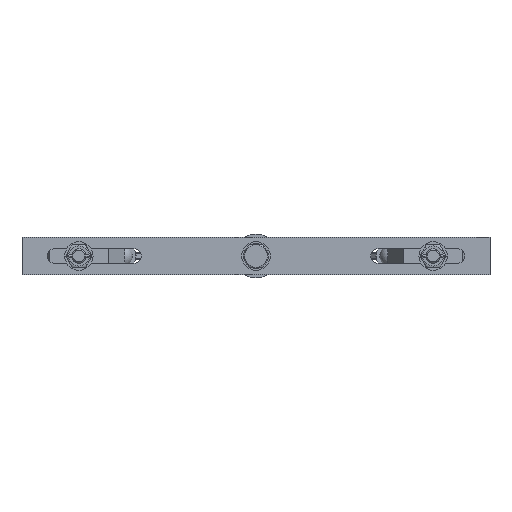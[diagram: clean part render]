
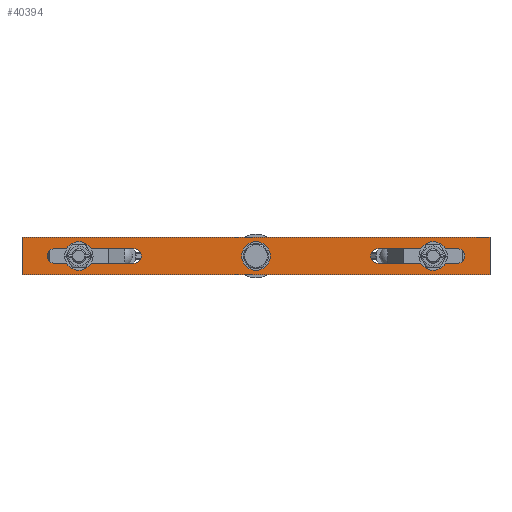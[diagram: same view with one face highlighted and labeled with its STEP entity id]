
A CAD part, front view. The second image highlights one B-rep face of the part: STEP entity #40394.
In plain terms, the highlighted planar face has unit normal (0, -1, 0).
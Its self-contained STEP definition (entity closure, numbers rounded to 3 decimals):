
#639 = EDGE_LOOP ( 'NONE', ( #47472, #84854, #61275, #1862 ) ) ;
#1093 = CARTESIAN_POINT ( 'NONE',  ( -170., -15.875, 0. ) ) ;
#1862 = ORIENTED_EDGE ( 'NONE', *, *, #119369, .T. ) ;
#3596 = CARTESIAN_POINT ( 'NONE',  ( 103., -15.875, -6.25 ) ) ;
#3734 = CARTESIAN_POINT ( 'NONE',  ( -197.5, -15.875, 15.875 ) ) ;
#3906 = EDGE_CURVE ( 'NONE', #31815, #114305, #11577, .T. ) ;
#4087 = VERTEX_POINT ( 'NONE', #82213 ) ;
#4344 = CARTESIAN_POINT ( 'NONE',  ( -170., -15.875, 6.25 ) ) ;
#6265 = PLANE ( 'NONE',  #26167 ) ;
#7426 = ORIENTED_EDGE ( 'NONE', *, *, #62384, .F. ) ;
#7454 = DIRECTION ( 'NONE',  ( 0., 1., 0. ) ) ;
#8649 = EDGE_CURVE ( 'NONE', #101502, #11298, #51627, .T. ) ;
#9649 = CARTESIAN_POINT ( 'NONE',  ( 197.5, -15.875, -15.875 ) ) ;
#9851 = VERTEX_POINT ( 'NONE', #4344 ) ;
#9864 = DIRECTION ( 'NONE',  ( 0., 1., 0. ) ) ;
#10396 = DIRECTION ( 'NONE',  ( 0., 0., 1. ) ) ;
#10920 = DIRECTION ( 'NONE',  ( 0., 0., 1. ) ) ;
#11298 = VERTEX_POINT ( 'NONE', #9649 ) ;
#11577 = CIRCLE ( 'NONE', #98298, 6.25 ) ;
#12913 = CARTESIAN_POINT ( 'NONE',  ( 0., -15.875, 0. ) ) ;
#15059 = LINE ( 'NONE', #52015, #29663 ) ;
#16059 = CARTESIAN_POINT ( 'NONE',  ( 103., -15.875, 0. ) ) ;
#19270 = CARTESIAN_POINT ( 'NONE',  ( 197.5, -15.875, -15.875 ) ) ;
#20096 = AXIS2_PLACEMENT_3D ( 'NONE', #84595, #29091, #93907 ) ;
#20610 = CARTESIAN_POINT ( 'NONE',  ( 0., -15.875, 6.25 ) ) ;
#21072 = FACE_BOUND ( 'NONE', #60488, .T. ) ;
#21867 = DIRECTION ( 'NONE',  ( 0., 0., 1. ) ) ;
#22069 = EDGE_CURVE ( 'NONE', #78435, #23827, #24841, .T. ) ;
#22366 = VERTEX_POINT ( 'NONE', #108207 ) ;
#22715 = LINE ( 'NONE', #19270, #119959 ) ;
#23827 = VERTEX_POINT ( 'NONE', #62608 ) ;
#24841 = LINE ( 'NONE', #3596, #119056 ) ;
#24961 = CARTESIAN_POINT ( 'NONE',  ( 197.5, -15.875, 15.875 ) ) ;
#25901 = VERTEX_POINT ( 'NONE', #56879 ) ;
#26167 = AXIS2_PLACEMENT_3D ( 'NONE', #24961, #7454, #71193 ) ;
#26847 = CARTESIAN_POINT ( 'NONE',  ( -103., -15.875, 6.25 ) ) ;
#26883 = VECTOR ( 'NONE', #115094, 1000. ) ;
#29091 = DIRECTION ( 'NONE',  ( 0., 1., 0. ) ) ;
#29172 = ORIENTED_EDGE ( 'NONE', *, *, #116992, .T. ) ;
#29397 = CARTESIAN_POINT ( 'NONE',  ( 0., -15.875, 0. ) ) ;
#29663 = VECTOR ( 'NONE', #78277, 1000. ) ;
#31228 = DIRECTION ( 'NONE',  ( 0., 1., 0. ) ) ;
#31815 = VERTEX_POINT ( 'NONE', #74325 ) ;
#33058 = VECTOR ( 'NONE', #41549, 1000. ) ;
#34784 = ORIENTED_EDGE ( 'NONE', *, *, #97163, .T. ) ;
#35384 = ORIENTED_EDGE ( 'NONE', *, *, #3906, .T. ) ;
#35966 = LINE ( 'NONE', #105953, #33058 ) ;
#36893 = CIRCLE ( 'NONE', #118619, 6.25 ) ;
#37048 = FACE_BOUND ( 'NONE', #639, .T. ) ;
#39704 = AXIS2_PLACEMENT_3D ( 'NONE', #1093, #56742, #10396 ) ;
#40394 = ADVANCED_FACE ( 'NONE', ( #21072, #37048, #113881, #55917 ), #6265, .F. ) ;
#40768 = DIRECTION ( 'NONE',  ( 1., 0., 0. ) ) ;
#41549 = DIRECTION ( 'NONE',  ( 0., 0., -1. ) ) ;
#41685 = ORIENTED_EDGE ( 'NONE', *, *, #8649, .F. ) ;
#44648 = CARTESIAN_POINT ( 'NONE',  ( 170., -15.875, 6.25 ) ) ;
#44878 = AXIS2_PLACEMENT_3D ( 'NONE', #16059, #117402, #79733 ) ;
#47472 = ORIENTED_EDGE ( 'NONE', *, *, #65108, .T. ) ;
#47481 = ORIENTED_EDGE ( 'NONE', *, *, #22069, .T. ) ;
#47604 = EDGE_CURVE ( 'NONE', #84500, #4087, #35966, .T. ) ;
#47954 = DIRECTION ( 'NONE',  ( 0., 1., 0. ) ) ;
#50310 = CARTESIAN_POINT ( 'NONE',  ( 197.5, -15.875, 15.875 ) ) ;
#50432 = EDGE_CURVE ( 'NONE', #9851, #112821, #101554, .T. ) ;
#51627 = LINE ( 'NONE', #50310, #26883 ) ;
#52015 = CARTESIAN_POINT ( 'NONE',  ( -103., -15.875, -6.25 ) ) ;
#55917 = FACE_OUTER_BOUND ( 'NONE', #112446, .T. ) ;
#56742 = DIRECTION ( 'NONE',  ( 0., 1., 0. ) ) ;
#56879 = CARTESIAN_POINT ( 'NONE',  ( -170., -15.875, -6.25 ) ) ;
#57733 = EDGE_CURVE ( 'NONE', #101502, #84500, #112149, .T. ) ;
#60488 = EDGE_LOOP ( 'NONE', ( #29172, #47481, #34784, #68827 ) ) ;
#61275 = ORIENTED_EDGE ( 'NONE', *, *, #50432, .T. ) ;
#61357 = VECTOR ( 'NONE', #62804, 1000. ) ;
#62012 = CARTESIAN_POINT ( 'NONE',  ( 197.5, -15.875, 15.875 ) ) ;
#62384 = EDGE_CURVE ( 'NONE', #11298, #4087, #22715, .T. ) ;
#62608 = CARTESIAN_POINT ( 'NONE',  ( 103., -15.875, -6.25 ) ) ;
#62804 = DIRECTION ( 'NONE',  ( -1., 0., 0. ) ) ;
#65108 = EDGE_CURVE ( 'NONE', #100764, #25901, #15059, .T. ) ;
#67907 = CARTESIAN_POINT ( 'NONE',  ( 197.5, -15.875, 15.875 ) ) ;
#68827 = ORIENTED_EDGE ( 'NONE', *, *, #108806, .T. ) ;
#71193 = DIRECTION ( 'NONE',  ( 0., 0., 1. ) ) ;
#72293 = ORIENTED_EDGE ( 'NONE', *, *, #47604, .T. ) ;
#74325 = CARTESIAN_POINT ( 'NONE',  ( 0., -15.875, -6.25 ) ) ;
#74528 = ORIENTED_EDGE ( 'NONE', *, *, #78951, .T. ) ;
#75840 = CARTESIAN_POINT ( 'NONE',  ( 170., -15.875, -6.25 ) ) ;
#75974 = DIRECTION ( 'NONE',  ( 0., 0., 1. ) ) ;
#75993 = DIRECTION ( 'NONE',  ( -1., 0., 0. ) ) ;
#76142 = CIRCLE ( 'NONE', #39704, 6.25 ) ;
#76570 = CARTESIAN_POINT ( 'NONE',  ( -103., -15.875, -6.25 ) ) ;
#77056 = DIRECTION ( 'NONE',  ( 1., 0., 0. ) ) ;
#77420 = DIRECTION ( 'NONE',  ( -1., 0., 0. ) ) ;
#77807 = AXIS2_PLACEMENT_3D ( 'NONE', #103021, #47954, #10920 ) ;
#78277 = DIRECTION ( 'NONE',  ( -1., 0., 0. ) ) ;
#78435 = VERTEX_POINT ( 'NONE', #75840 ) ;
#78951 = EDGE_CURVE ( 'NONE', #114305, #31815, #36893, .T. ) ;
#79234 = LINE ( 'NONE', #113171, #112625 ) ;
#79733 = DIRECTION ( 'NONE',  ( 0., 0., 1. ) ) ;
#82213 = CARTESIAN_POINT ( 'NONE',  ( -197.5, -15.875, -15.875 ) ) ;
#84124 = VECTOR ( 'NONE', #40768, 1000. ) ;
#84500 = VERTEX_POINT ( 'NONE', #3734 ) ;
#84595 = CARTESIAN_POINT ( 'NONE',  ( 170., -15.875, 0. ) ) ;
#84854 = ORIENTED_EDGE ( 'NONE', *, *, #102039, .T. ) ;
#86498 = CARTESIAN_POINT ( 'NONE',  ( -103., -15.875, 6.25 ) ) ;
#86656 = EDGE_LOOP ( 'NONE', ( #74528, #35384 ) ) ;
#93907 = DIRECTION ( 'NONE',  ( 0., 0., 1. ) ) ;
#94279 = CIRCLE ( 'NONE', #44878, 6.25 ) ;
#96790 = ORIENTED_EDGE ( 'NONE', *, *, #57733, .T. ) ;
#97163 = EDGE_CURVE ( 'NONE', #23827, #22366, #94279, .T. ) ;
#98298 = AXIS2_PLACEMENT_3D ( 'NONE', #12913, #31228, #21867 ) ;
#100764 = VERTEX_POINT ( 'NONE', #76570 ) ;
#101502 = VERTEX_POINT ( 'NONE', #67907 ) ;
#101554 = LINE ( 'NONE', #86498, #84124 ) ;
#102039 = EDGE_CURVE ( 'NONE', #25901, #9851, #76142, .T. ) ;
#103021 = CARTESIAN_POINT ( 'NONE',  ( -103., -15.875, 0. ) ) ;
#103484 = VERTEX_POINT ( 'NONE', #44648 ) ;
#105953 = CARTESIAN_POINT ( 'NONE',  ( -197.5, -15.875, 15.875 ) ) ;
#106988 = CIRCLE ( 'NONE', #77807, 6.25 ) ;
#108207 = CARTESIAN_POINT ( 'NONE',  ( 103., -15.875, 6.25 ) ) ;
#108806 = EDGE_CURVE ( 'NONE', #22366, #103484, #79234, .T. ) ;
#110204 = CIRCLE ( 'NONE', #20096, 6.25 ) ;
#112149 = LINE ( 'NONE', #62012, #61357 ) ;
#112446 = EDGE_LOOP ( 'NONE', ( #72293, #7426, #41685, #96790 ) ) ;
#112625 = VECTOR ( 'NONE', #77056, 1000. ) ;
#112821 = VERTEX_POINT ( 'NONE', #26847 ) ;
#113171 = CARTESIAN_POINT ( 'NONE',  ( 103., -15.875, 6.25 ) ) ;
#113881 = FACE_BOUND ( 'NONE', #86656, .T. ) ;
#114305 = VERTEX_POINT ( 'NONE', #20610 ) ;
#115094 = DIRECTION ( 'NONE',  ( 0., 0., -1. ) ) ;
#116992 = EDGE_CURVE ( 'NONE', #103484, #78435, #110204, .T. ) ;
#117402 = DIRECTION ( 'NONE',  ( 0., 1., 0. ) ) ;
#118619 = AXIS2_PLACEMENT_3D ( 'NONE', #29397, #9864, #75974 ) ;
#119056 = VECTOR ( 'NONE', #77420, 1000. ) ;
#119369 = EDGE_CURVE ( 'NONE', #112821, #100764, #106988, .T. ) ;
#119959 = VECTOR ( 'NONE', #75993, 1000. ) ;
